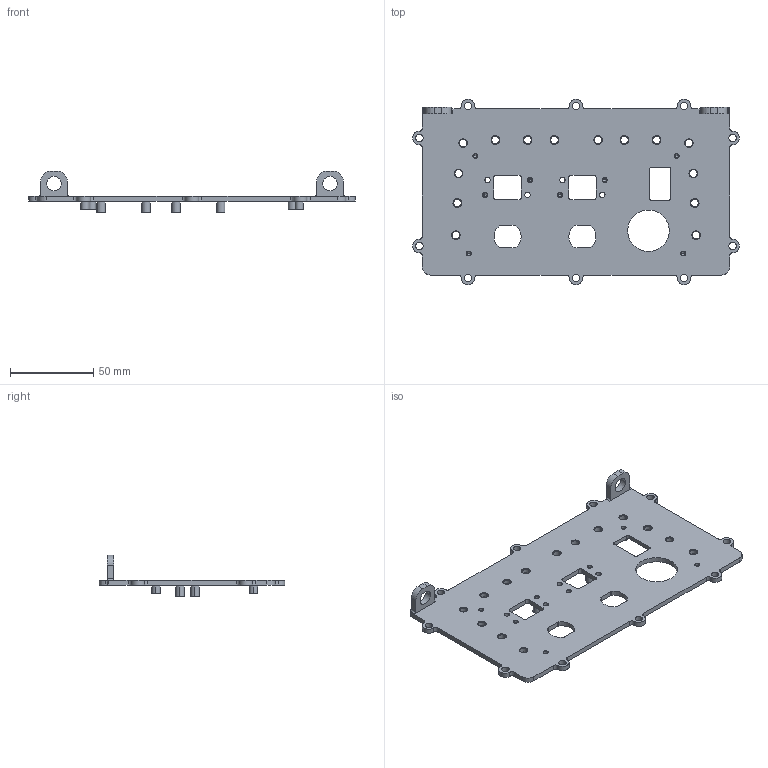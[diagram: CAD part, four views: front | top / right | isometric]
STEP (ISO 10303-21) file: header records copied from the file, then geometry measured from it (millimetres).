
FILE_DESCRIPTION((''),'2;1');
FILE_NAME('227-001261_ALUMINUM_FRONT_COVER','2017-01-17T',('BGH44976'),(''),'CREO PARAMETRIC BY PTC INC, 2015080','CREO PARAMETRIC BY PTC INC, 2015080','');
FILE_SCHEMA(('AUTOMOTIVE_DESIGN { 1 0 10303 214 1 1 1 1 }'));
Length unit declared in the file: millimetre
Products named in the file (1): 227-001261_ALUMINUM_FRONT_COVER
Bounding box: 196.5 x 111.5 x 25 mm (x, y, z)
Volume: 52335.9 mm3; surface area: 40741.9 mm2
Topology: 1 solids, 9 shells, 330 faces, 856 edges, 556 vertices
Faces by surface type: cylinder 216, plane 82, cone 16, torus 16
Entity records: 13046 total; most frequent: DIRECTION 1974, CARTESIAN_POINT 1748, ORIENTED_EDGE 1648, PRESENTATION_STYLE_ASSIGNMENT 849, STYLED_ITEM 849, CURVE_STYLE 840, EDGE_CURVE 840, AXIS2_PLACEMENT_3D 807
